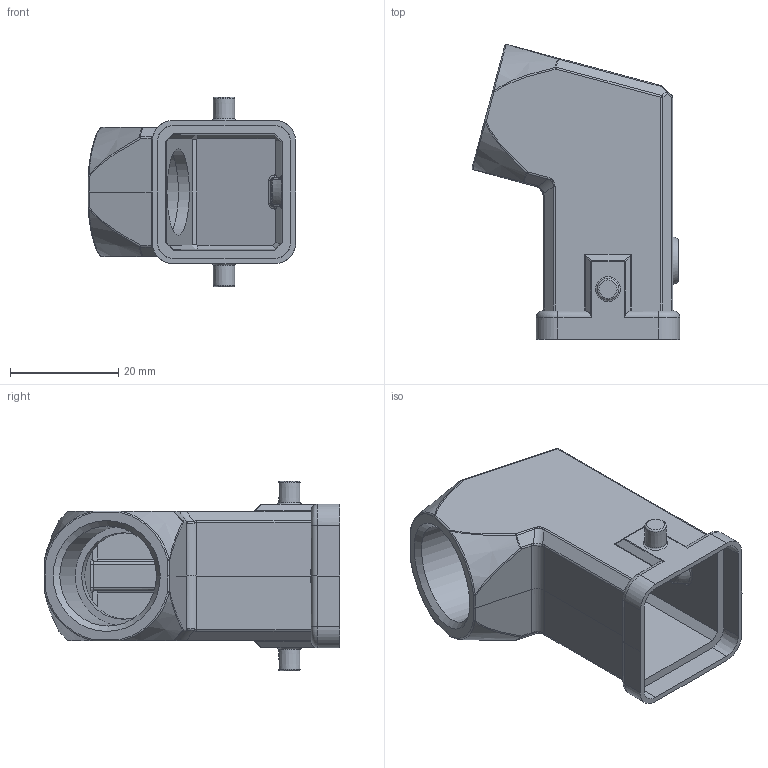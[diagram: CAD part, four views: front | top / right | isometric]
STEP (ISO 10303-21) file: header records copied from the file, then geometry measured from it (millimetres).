
FILE_DESCRIPTION(/* description */ (''),/* implementation_level */ '2;1');
FILE_NAME(/* name */ '3D_H3A.P-SE-2B-M20.stp',/* time_stamp */ '2026-03-09T16:09:49+03:00',/* author */ ('krute'),/* organization */ (''),/* preprocessor_version */ 'ST-DEVELOPER v20.1',/* originating_system */ 'Autodesk Inventor 2026',/* authorisation */ '');
FILE_SCHEMA (('CONFIG_CONTROL_DESIGN'));
Length unit declared in the file: millimetre
Products named in the file (1): 3D_1180035101002_H3A.P-SE-2B-M20_V1.1
Bounding box: 38.43 x 54.59 x 35 mm (x, y, z)
Volume: 9876.1 mm3; surface area: 11085.7 mm2
Topology: 1 solids, 1 shells, 241 faces, 574 edges, 333 vertices
Faces by surface type: cylinder 75, plane 72, bspline 46, sphere 22, cone 13, torus 13
Full cylindrical faces by diameter (mm): 3.2 x1, 6.2 x1, 16 x1, 18.5 x1
Entity records: 9948 total; most frequent: CARTESIAN_POINT 4593, ORIENTED_EDGE 1136, DIRECTION 1079, EDGE_CURVE 568, AXIS2_PLACEMENT_3D 410, VERTEX_POINT 333, LINE 259, VECTOR 259
